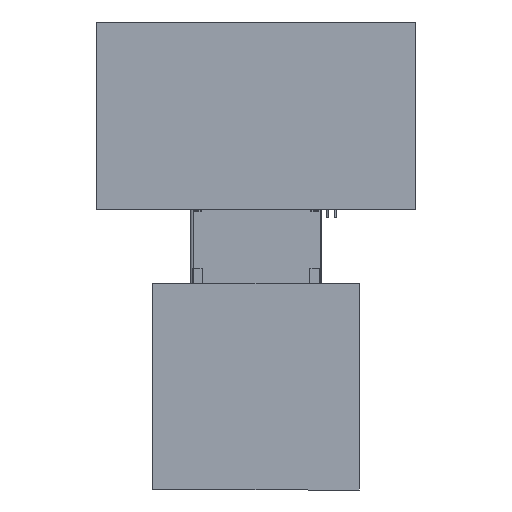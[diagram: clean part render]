
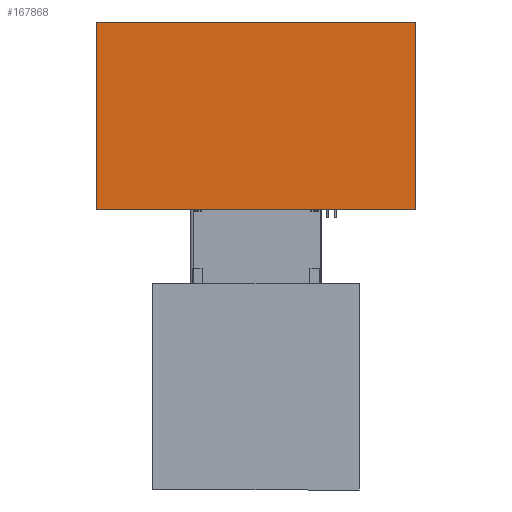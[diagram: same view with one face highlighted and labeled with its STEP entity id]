
A CAD part, front view. The second image highlights one B-rep face of the part: STEP entity #167868.
In plain terms, the highlighted planar face has unit normal (0, -1, 0).
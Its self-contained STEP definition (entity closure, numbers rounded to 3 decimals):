
#8586 = CARTESIAN_POINT ( 'NONE',  ( 424.998, -10., 695. ) ) ;
#13953 = VECTOR ( 'NONE', #276022, 1000. ) ;
#19508 = PLANE ( 'NONE',  #259123 ) ;
#20485 = DIRECTION ( 'NONE',  ( 0., 1., 0. ) ) ;
#23208 = VERTEX_POINT ( 'NONE', #8586 ) ;
#29445 = VERTEX_POINT ( 'NONE', #83412 ) ;
#47604 = VECTOR ( 'NONE', #262234, 1000. ) ;
#63220 = VECTOR ( 'NONE', #91125, 1000. ) ;
#70386 = CARTESIAN_POINT ( 'NONE',  ( 424.998, -10., 195. ) ) ;
#83412 = CARTESIAN_POINT ( 'NONE',  ( -425.002, -10., 195. ) ) ;
#86163 = VERTEX_POINT ( 'NONE', #187179 ) ;
#91125 = DIRECTION ( 'NONE',  ( -1., 0., 0. ) ) ;
#92835 = ORIENTED_EDGE ( 'NONE', *, *, #262283, .F. ) ;
#104270 = CARTESIAN_POINT ( 'NONE',  ( -425.002, -10., 695. ) ) ;
#106856 = DIRECTION ( 'NONE',  ( 0., 0., 1. ) ) ;
#134568 = LINE ( 'NONE', #70386, #13953 ) ;
#144559 = EDGE_LOOP ( 'NONE', ( #249254, #180460, #221641, #92835 ) ) ;
#156463 = CARTESIAN_POINT ( 'NONE',  ( -425.002, -10., 195. ) ) ;
#167868 = ADVANCED_FACE ( 'NONE', ( #258607 ), #19508, .F. ) ;
#176658 = LINE ( 'NONE', #242999, #290480 ) ;
#179301 = DIRECTION ( 'NONE',  ( 0., 0., 1. ) ) ;
#180460 = ORIENTED_EDGE ( 'NONE', *, *, #190420, .F. ) ;
#184054 = LINE ( 'NONE', #227312, #63220 ) ;
#187179 = CARTESIAN_POINT ( 'NONE',  ( -425.002, -10., 695. ) ) ;
#190420 = EDGE_CURVE ( 'NONE', #240120, #29445, #184054, .T. ) ;
#192862 = EDGE_CURVE ( 'NONE', #23208, #240120, #134568, .T. ) ;
#221641 = ORIENTED_EDGE ( 'NONE', *, *, #192862, .F. ) ;
#221762 = LINE ( 'NONE', #104270, #47604 ) ;
#227312 = CARTESIAN_POINT ( 'NONE',  ( -425.002, -10., 195. ) ) ;
#240120 = VERTEX_POINT ( 'NONE', #275045 ) ;
#242999 = CARTESIAN_POINT ( 'NONE',  ( -425.002, -10., 195. ) ) ;
#249254 = ORIENTED_EDGE ( 'NONE', *, *, #261629, .F. ) ;
#258607 = FACE_OUTER_BOUND ( 'NONE', #144559, .T. ) ;
#259123 = AXIS2_PLACEMENT_3D ( 'NONE', #156463, #20485, #179301 ) ;
#261629 = EDGE_CURVE ( 'NONE', #29445, #86163, #176658, .T. ) ;
#262234 = DIRECTION ( 'NONE',  ( 1., 0., 0. ) ) ;
#262283 = EDGE_CURVE ( 'NONE', #86163, #23208, #221762, .T. ) ;
#275045 = CARTESIAN_POINT ( 'NONE',  ( 424.998, -10., 195. ) ) ;
#276022 = DIRECTION ( 'NONE',  ( 0., 0., -1. ) ) ;
#290480 = VECTOR ( 'NONE', #106856, 1000. ) ;
